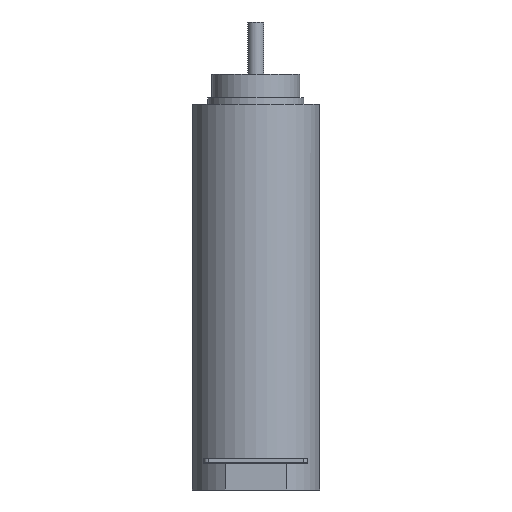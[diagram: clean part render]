
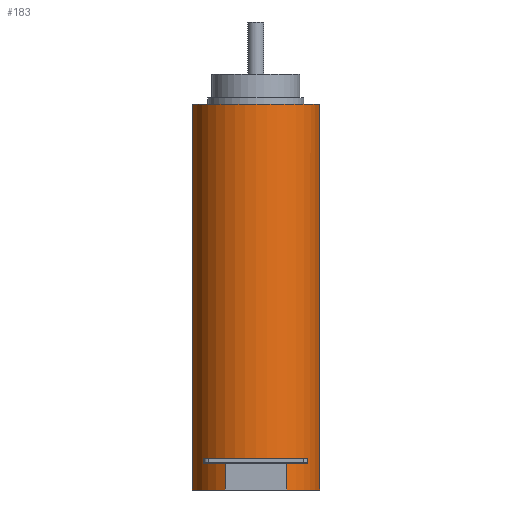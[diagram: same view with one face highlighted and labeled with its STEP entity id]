
A CAD part, front view. The second image highlights one B-rep face of the part: STEP entity #183.
In plain terms, the highlighted cylindrical face has radius 4 mm (diameter 8 mm), a full revolution.
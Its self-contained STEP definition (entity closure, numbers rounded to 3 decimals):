
#36=FACE_BOUND('',#330,.T.);
#37=FACE_BOUND('',#331,.T.);
#183=ADVANCED_FACE('',(#36,#37),#194,.T.);
#194=CYLINDRICAL_SURFACE('',#1524,4.);
#330=EDGE_LOOP('',(#1088,#1089,#1090,#1091));
#331=EDGE_LOOP('',(#1092));
#527=LINE('',#2272,#711);
#529=LINE('',#2276,#713);
#711=VECTOR('',#1856,1.);
#713=VECTOR('',#1858,1.);
#1088=ORIENTED_EDGE('',*,*,#1426,.T.);
#1089=ORIENTED_EDGE('',*,*,#1429,.T.);
#1090=ORIENTED_EDGE('',*,*,#1428,.T.);
#1091=ORIENTED_EDGE('',*,*,#1430,.T.);
#1092=ORIENTED_EDGE('',*,*,#1431,.F.);
#1230=VERTEX_POINT('',#2270);
#1231=VERTEX_POINT('',#2271);
#1232=VERTEX_POINT('',#2273);
#1233=VERTEX_POINT('',#2275);
#1234=VERTEX_POINT('',#2282);
#1426=EDGE_CURVE('',#1232,#1230,#527,.T.);
#1428=EDGE_CURVE('',#1231,#1233,#529,.T.);
#1429=EDGE_CURVE('',#1230,#1231,#1442,.T.);
#1430=EDGE_CURVE('',#1233,#1232,#1443,.T.);
#1431=EDGE_CURVE('',#1234,#1234,#1444,.T.);
#1442=CIRCLE('',#1520,4.);
#1443=CIRCLE('',#1522,4.);
#1444=CIRCLE('',#1523,4.);
#1520=AXIS2_PLACEMENT_3D('',#2278,#1861,#1862);
#1522=AXIS2_PLACEMENT_3D('',#2280,#1865,#1866);
#1523=AXIS2_PLACEMENT_3D('',#2281,#1867,#1868);
#1524=AXIS2_PLACEMENT_3D('',#2283,#1869,#1870);
#1856=DIRECTION('',(0.,0.,1.));
#1858=DIRECTION('',(0.,0.,-1.));
#1861=DIRECTION('',(0.,0.,1.));
#1862=DIRECTION('',(0.,-1.,0.));
#1865=DIRECTION('',(0.,0.,1.));
#1866=DIRECTION('',(0.,-1.,0.));
#1867=DIRECTION('',(0.,0.,1.));
#1868=DIRECTION('',(0.,-1.,0.));
#1869=DIRECTION('',(0.,0.,1.));
#1870=DIRECTION('',(0.,1.,0.));
#2270=CARTESIAN_POINT('',(-1.936,-3.5,-22.2));
#2271=CARTESIAN_POINT('',(1.936,-3.5,-22.2));
#2272=CARTESIAN_POINT('',(-1.936,-3.5,-24.1));
#2273=CARTESIAN_POINT('',(-1.936,-3.5,-24.1));
#2275=CARTESIAN_POINT('',(1.936,-3.5,-24.1));
#2276=CARTESIAN_POINT('',(1.936,-3.5,-22.2));
#2278=CARTESIAN_POINT('',(0.,0.,-22.2));
#2280=CARTESIAN_POINT('',(0.,0.,-24.1));
#2281=CARTESIAN_POINT('',(0.,0.,0.));
#2282=CARTESIAN_POINT('',(0.,-4.,0.));
#2283=CARTESIAN_POINT('',(0.,0.,-12.05));
